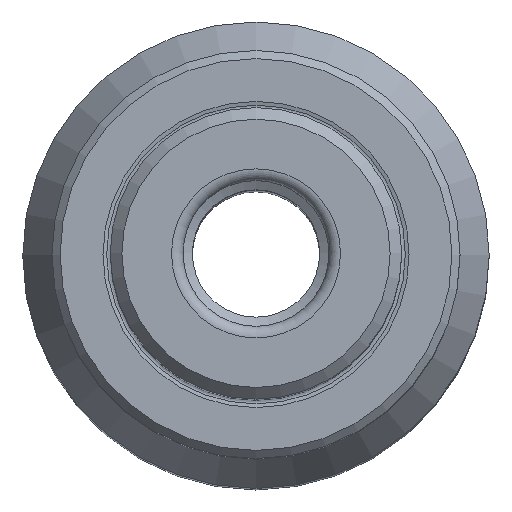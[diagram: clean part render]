
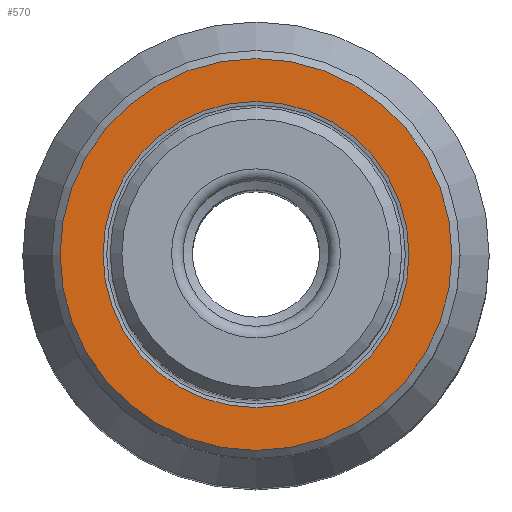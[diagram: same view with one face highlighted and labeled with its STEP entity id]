
A CAD part, top view. The second image highlights one B-rep face of the part: STEP entity #570.
In plain terms, the highlighted planar face has unit normal (0, 0, 1).
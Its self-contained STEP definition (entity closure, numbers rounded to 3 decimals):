
#25=PLANE('',#613);
#50=ORIENTED_EDGE('',*,*,#112,.T.);
#51=ORIENTED_EDGE('',*,*,#113,.F.);
#112=EDGE_CURVE('',#144,#144,#176,.F.);
#113=EDGE_CURVE('',#145,#145,#177,.T.);
#144=VERTEX_POINT('',#816);
#145=VERTEX_POINT('',#818);
#176=CIRCLE('',#614,16.8);
#177=CIRCLE('',#615,13.126);
#210=EDGE_LOOP('',(#50));
#211=EDGE_LOOP('',(#51));
#274=FACE_BOUND('',#210,.T.);
#275=FACE_BOUND('',#211,.T.);
#570=ADVANCED_FACE('',(#274,#275),#25,.F.);
#613=AXIS2_PLACEMENT_3D('',#814,#689,#690);
#614=AXIS2_PLACEMENT_3D('',#815,#691,#692);
#615=AXIS2_PLACEMENT_3D('',#817,#693,#694);
#689=DIRECTION('',(0.,0.,-1.));
#690=DIRECTION('',(-1.,0.,0.));
#691=DIRECTION('',(0.,0.,-1.));
#692=DIRECTION('',(-1.,0.,0.));
#693=DIRECTION('',(0.,0.,1.));
#694=DIRECTION('',(1.,0.,0.));
#814=CARTESIAN_POINT('',(17.5,0.,120.));
#815=CARTESIAN_POINT('',(0.,0.,120.));
#816=CARTESIAN_POINT('',(-16.8,0.,120.));
#817=CARTESIAN_POINT('',(0.,0.,120.));
#818=CARTESIAN_POINT('',(13.126,0.,120.));
